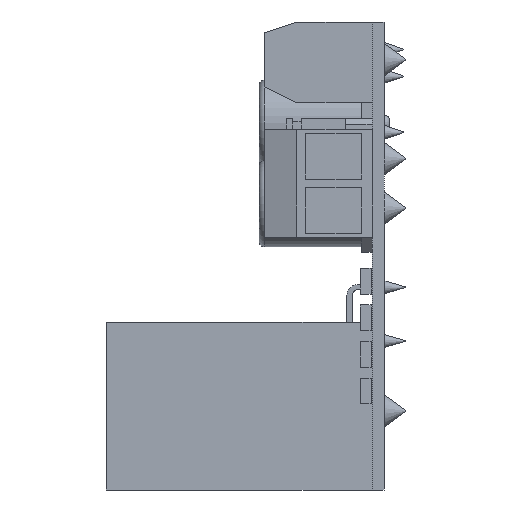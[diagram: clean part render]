
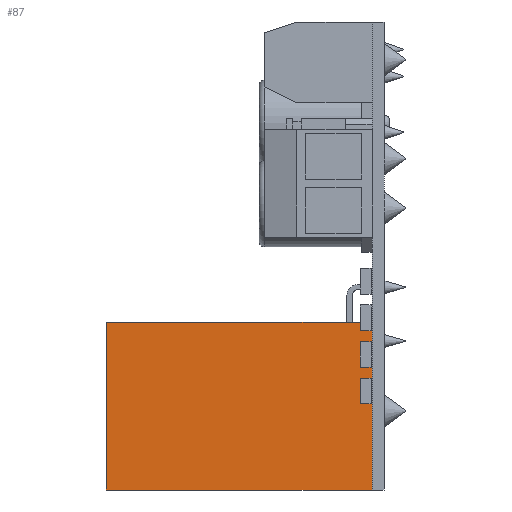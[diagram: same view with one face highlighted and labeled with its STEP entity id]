
A CAD part, left-side view. The second image highlights one B-rep face of the part: STEP entity #87.
In plain terms, the highlighted planar face has unit normal (-1, 0, 0).
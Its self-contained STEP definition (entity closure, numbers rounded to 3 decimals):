
#87 = ADVANCED_FACE ( 'NONE', ( #38368 ), #3246, .F. ) ;
#1111 = DIRECTION ( 'NONE',  ( 0., 0., 1. ) ) ;
#1723 = CARTESIAN_POINT ( 'NONE',  ( -11.45, 25.8, -21.75 ) ) ;
#2523 = CARTESIAN_POINT ( 'NONE',  ( -11.45, 25.8, -21.75 ) ) ;
#3246 = PLANE ( 'NONE',  #20425 ) ;
#4753 = LINE ( 'NONE', #17531, #29717 ) ;
#6138 = LINE ( 'NONE', #40835, #14064 ) ;
#7411 = CARTESIAN_POINT ( 'NONE',  ( -11.45, 25.8, -6.15 ) ) ;
#8216 = DIRECTION ( 'NONE',  ( 0., -1., 0. ) ) ;
#8757 = EDGE_CURVE ( 'NONE', #10271, #22612, #10531, .T. ) ;
#9062 = DIRECTION ( 'NONE',  ( 0., 0., 1. ) ) ;
#9330 = CARTESIAN_POINT ( 'NONE',  ( -11.45, 25.8, -21.75 ) ) ;
#9725 = DIRECTION ( 'NONE',  ( 1., 0., 0. ) ) ;
#9762 = EDGE_CURVE ( 'NONE', #20418, #10271, #23880, .T. ) ;
#9890 = ORIENTED_EDGE ( 'NONE', *, *, #38177, .T. ) ;
#10258 = VERTEX_POINT ( 'NONE', #13289 ) ;
#10271 = VERTEX_POINT ( 'NONE', #7411 ) ;
#10531 = LINE ( 'NONE', #24126, #40000 ) ;
#13289 = CARTESIAN_POINT ( 'NONE',  ( -11.45, 1.1, -21.75 ) ) ;
#14064 = VECTOR ( 'NONE', #9062, 1000. ) ;
#15072 = ORIENTED_EDGE ( 'NONE', *, *, #8757, .F. ) ;
#17531 = CARTESIAN_POINT ( 'NONE',  ( -11.45, 25.8, -21.75 ) ) ;
#20418 = VERTEX_POINT ( 'NONE', #2523 ) ;
#20425 = AXIS2_PLACEMENT_3D ( 'NONE', #9330, #9725, #35262 ) ;
#22612 = VERTEX_POINT ( 'NONE', #30484 ) ;
#23397 = DIRECTION ( 'NONE',  ( 0., -1., 0. ) ) ;
#23880 = LINE ( 'NONE', #1723, #31192 ) ;
#24126 = CARTESIAN_POINT ( 'NONE',  ( -11.45, 25.8, -6.15 ) ) ;
#26935 = ORIENTED_EDGE ( 'NONE', *, *, #32624, .T. ) ;
#29124 = ORIENTED_EDGE ( 'NONE', *, *, #9762, .F. ) ;
#29717 = VECTOR ( 'NONE', #23397, 1000. ) ;
#30484 = CARTESIAN_POINT ( 'NONE',  ( -11.45, 1.1, -6.15 ) ) ;
#31192 = VECTOR ( 'NONE', #1111, 1000. ) ;
#32624 = EDGE_CURVE ( 'NONE', #10258, #22612, #6138, .T. ) ;
#35262 = DIRECTION ( 'NONE',  ( 0., 0., -1. ) ) ;
#38177 = EDGE_CURVE ( 'NONE', #20418, #10258, #4753, .T. ) ;
#38368 = FACE_OUTER_BOUND ( 'NONE', #40821, .T. ) ;
#40000 = VECTOR ( 'NONE', #8216, 1000. ) ;
#40821 = EDGE_LOOP ( 'NONE', ( #26935, #15072, #29124, #9890 ) ) ;
#40835 = CARTESIAN_POINT ( 'NONE',  ( -11.45, 1.1, -21.75 ) ) ;
